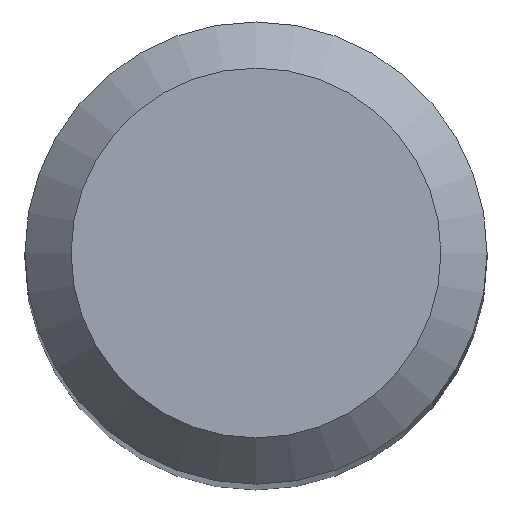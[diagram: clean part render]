
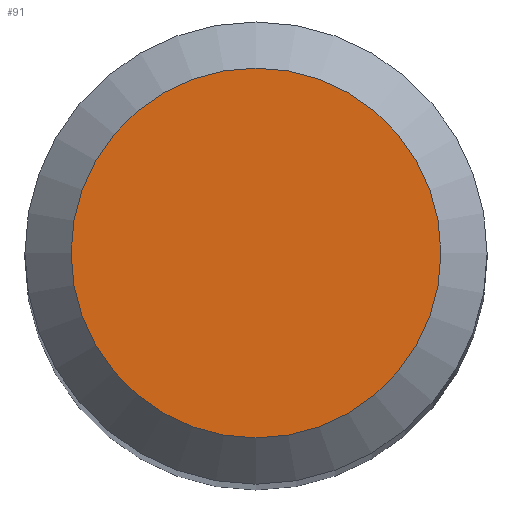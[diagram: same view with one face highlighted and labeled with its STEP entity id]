
A CAD part, top view. The second image highlights one B-rep face of the part: STEP entity #91.
In plain terms, the highlighted planar face has unit normal (0, 0, 1).
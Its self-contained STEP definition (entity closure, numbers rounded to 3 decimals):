
#26 = PLANE ( 'NONE',  #144 ) ;
#40 = EDGE_CURVE ( 'NONE', #81, #81, #108, .T. ) ;
#42 = DIRECTION ( 'NONE',  ( 0., 0., -1. ) ) ;
#72 = EDGE_LOOP ( 'NONE', ( #211 ) ) ;
#81 = VERTEX_POINT ( 'NONE', #185 ) ;
#83 = DIRECTION ( 'NONE',  ( 0., 1., 0. ) ) ;
#91 = ADVANCED_FACE ( 'NONE', ( #217 ), #26, .F. ) ;
#94 = AXIS2_PLACEMENT_3D ( 'NONE', #150, #126, #149 ) ;
#108 = CIRCLE ( 'NONE', #94, 1.2 ) ;
#126 = DIRECTION ( 'NONE',  ( 0., 0., -1. ) ) ;
#144 = AXIS2_PLACEMENT_3D ( 'NONE', #167, #42, #83 ) ;
#149 = DIRECTION ( 'NONE',  ( 0., 1., 0. ) ) ;
#150 = CARTESIAN_POINT ( 'NONE',  ( 0., 0., 38. ) ) ;
#167 = CARTESIAN_POINT ( 'NONE',  ( 0., 0., 38. ) ) ;
#185 = CARTESIAN_POINT ( 'NONE',  ( 0., 1.2, 38. ) ) ;
#211 = ORIENTED_EDGE ( 'NONE', *, *, #40, .F. ) ;
#217 = FACE_OUTER_BOUND ( 'NONE', #72, .T. ) ;
